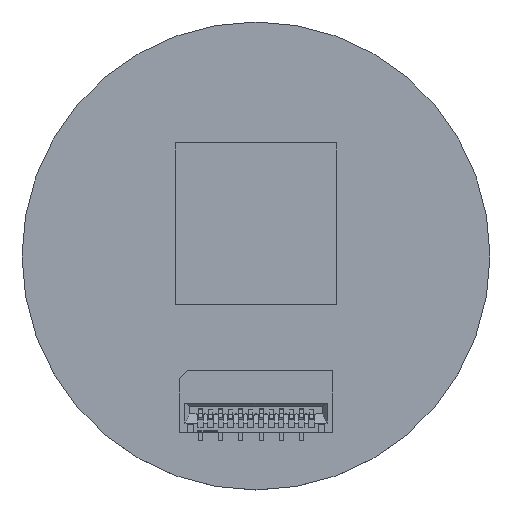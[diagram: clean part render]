
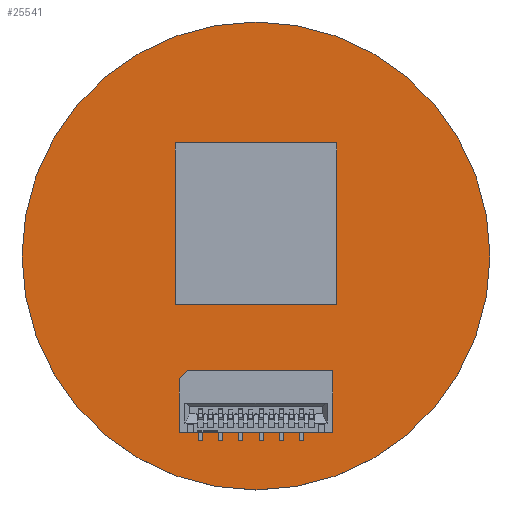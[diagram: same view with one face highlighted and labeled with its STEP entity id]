
A CAD part, top view. The second image highlights one B-rep face of the part: STEP entity #25541.
In plain terms, the highlighted planar face has unit normal (0, 0, 1).
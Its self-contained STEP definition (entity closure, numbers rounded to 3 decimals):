
#25456 = VERTEX_POINT('',#25457);
#25457 = CARTESIAN_POINT('',(11.6,0.,0.89));
#25464 = CYLINDRICAL_SURFACE('',#25465,11.6);
#25465 = AXIS2_PLACEMENT_3D('',#25466,#25467,#25468);
#25466 = CARTESIAN_POINT('',(0.,0.,0.));
#25467 = DIRECTION('',(-0.,-0.,-1.));
#25468 = DIRECTION('',(1.,0.,0.));
#25483 = EDGE_CURVE('',#25456,#25456,#25484,.T.);
#25484 = SURFACE_CURVE('',#25485,(#25490,#25497),.PCURVE_S1.);
#25485 = CIRCLE('',#25486,11.6);
#25486 = AXIS2_PLACEMENT_3D('',#25487,#25488,#25489);
#25487 = CARTESIAN_POINT('',(0.,0.,0.89));
#25488 = DIRECTION('',(0.,0.,1.));
#25489 = DIRECTION('',(1.,0.,0.));
#25490 = PCURVE('',#25464,#25491);
#25491 = DEFINITIONAL_REPRESENTATION('',(#25492),#25496);
#25492 = LINE('',#25493,#25494);
#25493 = CARTESIAN_POINT('',(-0.,-0.89));
#25494 = VECTOR('',#25495,1.);
#25495 = DIRECTION('',(-1.,0.));
#25496 = ( GEOMETRIC_REPRESENTATION_CONTEXT(2) 
PARAMETRIC_REPRESENTATION_CONTEXT() REPRESENTATION_CONTEXT('2D SPACE',''
  ) );
#25497 = PCURVE('',#25498,#25503);
#25498 = PLANE('',#25499);
#25499 = AXIS2_PLACEMENT_3D('',#25500,#25501,#25502);
#25500 = CARTESIAN_POINT('',(0.,0.,0.89)
  );
#25501 = DIRECTION('',(0.,0.,1.));
#25502 = DIRECTION('',(1.,0.,0.));
#25503 = DEFINITIONAL_REPRESENTATION('',(#25504),#25508);
#25504 = CIRCLE('',#25505,11.6);
#25505 = AXIS2_PLACEMENT_2D('',#25506,#25507);
#25506 = CARTESIAN_POINT('',(0.,0.));
#25507 = DIRECTION('',(1.,0.));
#25508 = ( GEOMETRIC_REPRESENTATION_CONTEXT(2) 
PARAMETRIC_REPRESENTATION_CONTEXT() REPRESENTATION_CONTEXT('2D SPACE',''
  ) );
#25541 = ADVANCED_FACE('',(#25542),#25498,.T.);
#25542 = FACE_BOUND('',#25543,.T.);
#25543 = EDGE_LOOP('',(#25544));
#25544 = ORIENTED_EDGE('',*,*,#25483,.T.);
